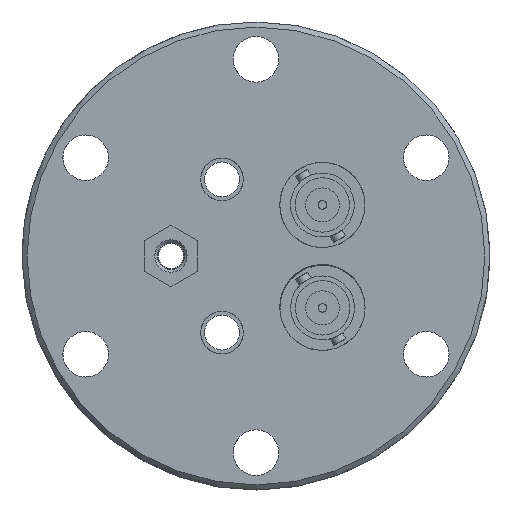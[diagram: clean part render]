
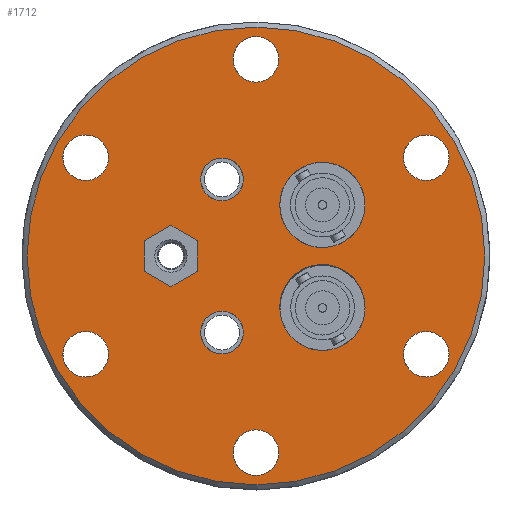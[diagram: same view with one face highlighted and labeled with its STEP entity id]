
A CAD part, front view. The second image highlights one B-rep face of the part: STEP entity #1712.
In plain terms, the highlighted planar face has unit normal (-0.001, -1, 0).
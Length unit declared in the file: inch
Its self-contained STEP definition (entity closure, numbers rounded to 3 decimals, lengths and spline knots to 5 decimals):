
#1318=ELLIPSE('',#3790,0.125,0.125);
#1319=ELLIPSE('',#3791,0.125,0.125);
#1320=ELLIPSE('',#3792,0.09375,0.09375);
#1321=ELLIPSE('',#3795,0.24725,0.24725);
#1411=PLANE('',#3804);
#1712=ADVANCED_FACE('',(#1968,#1969,#1970,#1971,#1972,#1973,#1974,#1975,
#1976,#1977,#1978,#1979),#1411,.F.);
#1968=FACE_BOUND('',#2263,.T.);
#1969=FACE_BOUND('',#2264,.T.);
#1970=FACE_BOUND('',#2265,.T.);
#1971=FACE_BOUND('',#2266,.T.);
#1972=FACE_BOUND('',#2267,.T.);
#1973=FACE_BOUND('',#2268,.T.);
#1974=FACE_BOUND('',#2269,.T.);
#1975=FACE_BOUND('',#2270,.T.);
#1976=FACE_BOUND('',#2271,.T.);
#1977=FACE_BOUND('',#2272,.T.);
#1978=FACE_BOUND('',#2273,.T.);
#1979=FACE_BOUND('',#2274,.T.);
#2263=EDGE_LOOP('',(#2696));
#2264=EDGE_LOOP('',(#2697));
#2265=EDGE_LOOP('',(#2698));
#2266=EDGE_LOOP('',(#2699));
#2267=EDGE_LOOP('',(#2700,#2701,#2702));
#2268=EDGE_LOOP('',(#2703));
#2269=EDGE_LOOP('',(#2704));
#2270=EDGE_LOOP('',(#2705));
#2271=EDGE_LOOP('',(#2706));
#2272=EDGE_LOOP('',(#2707));
#2273=EDGE_LOOP('',(#2708));
#2274=EDGE_LOOP('',(#2709));
#2696=ORIENTED_EDGE('',*,*,#3368,.T.);
#2697=ORIENTED_EDGE('',*,*,#3369,.T.);
#2698=ORIENTED_EDGE('',*,*,#3370,.T.);
#2699=ORIENTED_EDGE('',*,*,#3371,.T.);
#2700=ORIENTED_EDGE('',*,*,#3372,.T.);
#2701=ORIENTED_EDGE('',*,*,#3373,.T.);
#2702=ORIENTED_EDGE('',*,*,#3374,.T.);
#2703=ORIENTED_EDGE('',*,*,#3375,.T.);
#2704=ORIENTED_EDGE('',*,*,#3376,.T.);
#2705=ORIENTED_EDGE('',*,*,#3377,.T.);
#2706=ORIENTED_EDGE('',*,*,#3378,.T.);
#2707=ORIENTED_EDGE('',*,*,#3379,.T.);
#2708=ORIENTED_EDGE('',*,*,#3380,.T.);
#2709=ORIENTED_EDGE('',*,*,#3381,.T.);
#3120=VERTEX_POINT('',#5281);
#3121=VERTEX_POINT('',#5283);
#3122=VERTEX_POINT('',#5285);
#3123=VERTEX_POINT('',#5287);
#3124=VERTEX_POINT('',#5289);
#3125=VERTEX_POINT('',#5290);
#3126=VERTEX_POINT('',#5292);
#3127=VERTEX_POINT('',#5295);
#3128=VERTEX_POINT('',#5297);
#3129=VERTEX_POINT('',#5299);
#3130=VERTEX_POINT('',#5301);
#3131=VERTEX_POINT('',#5303);
#3132=VERTEX_POINT('',#5305);
#3133=VERTEX_POINT('',#5307);
#3368=EDGE_CURVE('',#3120,#3120,#1318,.T.);
#3369=EDGE_CURVE('',#3121,#3121,#1319,.T.);
#3370=EDGE_CURVE('',#3122,#3122,#1320,.T.);
#3371=EDGE_CURVE('',#3123,#3123,#3565,.T.);
#3372=EDGE_CURVE('',#3124,#3125,#3566,.T.);
#3373=EDGE_CURVE('',#3125,#3126,#1321,.T.);
#3374=EDGE_CURVE('',#3126,#3124,#3567,.T.);
#3375=EDGE_CURVE('',#3127,#3127,#3568,.T.);
#3376=EDGE_CURVE('',#3128,#3128,#3569,.T.);
#3377=EDGE_CURVE('',#3129,#3129,#3570,.T.);
#3378=EDGE_CURVE('',#3130,#3130,#3571,.T.);
#3379=EDGE_CURVE('',#3131,#3131,#3572,.T.);
#3380=EDGE_CURVE('',#3132,#3132,#3573,.T.);
#3381=EDGE_CURVE('',#3133,#3133,#3574,.T.);
#3565=CIRCLE('',#3793,0.25);
#3566=CIRCLE('',#3794,0.25);
#3567=CIRCLE('',#3796,0.25);
#3568=CIRCLE('',#3797,0.13386);
#3569=CIRCLE('',#3798,0.13386);
#3570=CIRCLE('',#3799,0.13386);
#3571=CIRCLE('',#3800,0.13386);
#3572=CIRCLE('',#3801,0.13386);
#3573=CIRCLE('',#3802,0.13386);
#3574=CIRCLE('',#3803,1.345);
#3790=AXIS2_PLACEMENT_3D('',#5280,#4328,#4329);
#3791=AXIS2_PLACEMENT_3D('',#5282,#4330,#4331);
#3792=AXIS2_PLACEMENT_3D('',#5284,#4332,#4333);
#3793=AXIS2_PLACEMENT_3D('',#5286,#4334,#4335);
#3794=AXIS2_PLACEMENT_3D('',#5288,#4336,#4337);
#3795=AXIS2_PLACEMENT_3D('',#5291,#4338,#4339);
#3796=AXIS2_PLACEMENT_3D('',#5293,#4340,#4341);
#3797=AXIS2_PLACEMENT_3D('',#5294,#4342,#4343);
#3798=AXIS2_PLACEMENT_3D('',#5296,#4344,#4345);
#3799=AXIS2_PLACEMENT_3D('',#5298,#4346,#4347);
#3800=AXIS2_PLACEMENT_3D('',#5300,#4348,#4349);
#3801=AXIS2_PLACEMENT_3D('',#5302,#4350,#4351);
#3802=AXIS2_PLACEMENT_3D('',#5304,#4352,#4353);
#3803=AXIS2_PLACEMENT_3D('',#5306,#4354,#4355);
#3804=AXIS2_PLACEMENT_3D('',#5308,#4356,#4357);
#4328=DIRECTION('',(0.001,1.,0.));
#4329=DIRECTION('',(-1.,0.001,0.));
#4330=DIRECTION('',(0.001,1.,0.));
#4331=DIRECTION('',(-1.,0.001,0.));
#4332=DIRECTION('',(0.001,1.,0.));
#4333=DIRECTION('',(1.,-0.001,0.));
#4334=DIRECTION('',(0.001,1.,0.));
#4335=DIRECTION('',(0.,0.,1.));
#4336=DIRECTION('',(0.001,1.,0.));
#4337=DIRECTION('',(0.,0.,1.));
#4338=DIRECTION('',(0.001,1.,0.));
#4339=DIRECTION('',(-1.,0.001,0.));
#4340=DIRECTION('',(0.001,1.,0.));
#4341=DIRECTION('',(0.,0.,1.));
#4342=DIRECTION('',(0.001,1.,0.));
#4343=DIRECTION('',(0.,0.,1.));
#4344=DIRECTION('',(0.001,1.,0.));
#4345=DIRECTION('',(0.,0.,1.));
#4346=DIRECTION('',(0.001,1.,0.));
#4347=DIRECTION('',(0.,0.,1.));
#4348=DIRECTION('',(0.001,1.,0.));
#4349=DIRECTION('',(0.,0.,1.));
#4350=DIRECTION('',(0.001,1.,0.));
#4351=DIRECTION('',(0.,0.,1.));
#4352=DIRECTION('',(0.001,1.,0.));
#4353=DIRECTION('',(0.,0.,1.));
#4354=DIRECTION('',(-0.001,-1.,0.));
#4355=DIRECTION('',(0.,0.,1.));
#4356=DIRECTION('',(0.001,1.,0.));
#4357=DIRECTION('',(0.,0.,1.));
#5280=CARTESIAN_POINT('',(-0.73568,-0.55156,0.45));
#5281=CARTESIAN_POINT('',(-0.86068,-0.55145,0.45));
#5282=CARTESIAN_POINT('',(-0.73568,-0.55156,-0.45));
#5283=CARTESIAN_POINT('',(-0.86068,-0.55145,-0.45));
#5284=CARTESIAN_POINT('',(-1.03568,-0.5513,0.));
#5285=CARTESIAN_POINT('',(-0.94193,-0.55138,0.));
#5286=CARTESIAN_POINT('',(-0.14608,-0.55208,0.3));
#5287=CARTESIAN_POINT('',(-0.14608,-0.55208,0.55));
#5288=CARTESIAN_POINT('',(-0.14608,-0.55208,-0.3));
#5289=CARTESIAN_POINT('',(-0.14608,-0.55208,-0.05));
#5290=CARTESIAN_POINT('',(0.08599,-0.55228,-0.39297));
#5291=CARTESIAN_POINT('',(-0.14494,-0.55208,-0.30465));
#5292=CARTESIAN_POINT('',(-0.30928,-0.55194,-0.48938));
#5293=CARTESIAN_POINT('',(-0.14608,-0.55208,-0.3));
#5294=CARTESIAN_POINT('',(-1.53678,-0.55086,0.57776));
#5295=CARTESIAN_POINT('',(-1.53678,-0.55086,0.71161));
#5296=CARTESIAN_POINT('',(-1.53678,-0.55086,-0.57776));
#5297=CARTESIAN_POINT('',(-1.53678,-0.55086,-0.4439));
#5298=CARTESIAN_POINT('',(-0.53608,-0.55174,-1.15551));
#5299=CARTESIAN_POINT('',(-0.53608,-0.55174,-1.02165));
#5300=CARTESIAN_POINT('',(0.46463,-0.55262,-0.57776));
#5301=CARTESIAN_POINT('',(0.46463,-0.55262,-0.4439));
#5302=CARTESIAN_POINT('',(0.46463,-0.55262,0.57776));
#5303=CARTESIAN_POINT('',(0.46463,-0.55262,0.71161));
#5304=CARTESIAN_POINT('',(-0.53608,-0.55174,1.15551));
#5305=CARTESIAN_POINT('',(-0.53608,-0.55174,1.28937));
#5306=CARTESIAN_POINT('',(-0.53608,-0.55174,0.));
#5307=CARTESIAN_POINT('',(-0.53608,-0.55174,1.345));
#5308=CARTESIAN_POINT('',(0.83892,-0.55295,0.));
